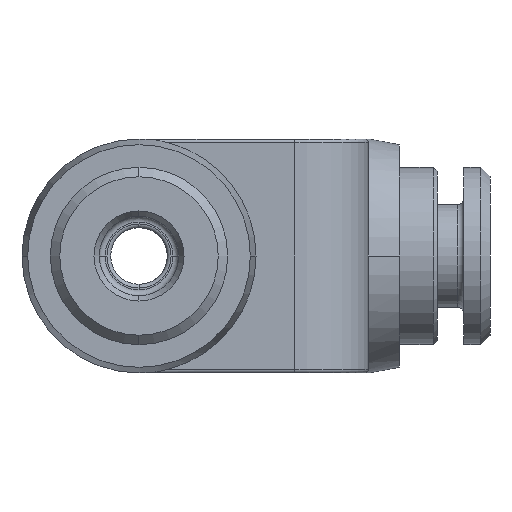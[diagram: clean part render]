
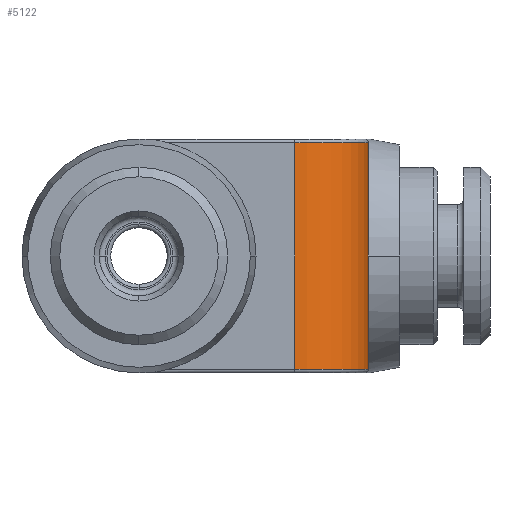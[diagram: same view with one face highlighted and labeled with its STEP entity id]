
A CAD part, left-side view. The second image highlights one B-rep face of the part: STEP entity #5122.
In plain terms, the highlighted cylindrical face has radius 3.9 mm (diameter 7.8 mm), a partial arc.
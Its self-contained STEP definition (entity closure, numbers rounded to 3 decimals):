
#772=CARTESIAN_POINT('',(-8.25,-8.25,6.));
#773=DIRECTION('',(0.,0.,1.));
#774=DIRECTION('',(-1.,0.,0.));
#775=AXIS2_PLACEMENT_3D('',#772,#773,#774);
#777=CARTESIAN_POINT('',(-8.25,-8.25,-6.));
#778=DIRECTION('',(0.,0.,-1.));
#779=DIRECTION('',(0.,-1.,0.));
#780=AXIS2_PLACEMENT_3D('',#777,#778,#779);
#899=DIRECTION('',(0.,0.,1.));
#900=VECTOR('',#899,12.);
#901=CARTESIAN_POINT('',(-8.25,-12.15,-6.));
#902=LINE('',#901,#900);
#1424=DIRECTION('',(0.,0.,1.));
#1425=VECTOR('',#1424,12.);
#1426=CARTESIAN_POINT('',(-12.15,-8.25,-6.));
#1427=LINE('',#1426,#1425);
#3791=CARTESIAN_POINT('',(-8.25,-12.15,6.));
#3793=VERTEX_POINT('',#3791);
#3801=CARTESIAN_POINT('',(-12.15,-8.25,6.));
#3802=VERTEX_POINT('',#3801);
#3857=CARTESIAN_POINT('',(-12.15,-8.25,-6.));
#3858=VERTEX_POINT('',#3857);
#3859=CARTESIAN_POINT('',(-8.25,-12.15,-6.));
#3860=VERTEX_POINT('',#3859);
#5107=CARTESIAN_POINT('',(-8.25,-8.25,-6.2));
#5108=DIRECTION('',(0.,0.,1.));
#5109=DIRECTION('',(1.,0.,0.));
#5110=AXIS2_PLACEMENT_3D('',#5107,#5108,#5109);
#5111=CYLINDRICAL_SURFACE('',#5110,3.9);
#5113=ORIENTED_EDGE('',*,*,#5112,.T.);
#5115=ORIENTED_EDGE('',*,*,#5114,.F.);
#5117=ORIENTED_EDGE('',*,*,#5116,.T.);
#5119=ORIENTED_EDGE('',*,*,#5118,.T.);
#5120=EDGE_LOOP('',(#5113,#5115,#5117,#5119));
#5121=FACE_OUTER_BOUND('',#5120,.F.);
#5122=ADVANCED_FACE('',(#5121),#5111,.T.);
#776=CIRCLE('',#775,3.9);
#781=CIRCLE('',#780,3.9);
#5112=EDGE_CURVE('',#3802,#3793,#776,.T.);
#5114=EDGE_CURVE('',#3860,#3793,#902,.T.);
#5116=EDGE_CURVE('',#3860,#3858,#781,.T.);
#5118=EDGE_CURVE('',#3858,#3802,#1427,.T.);
